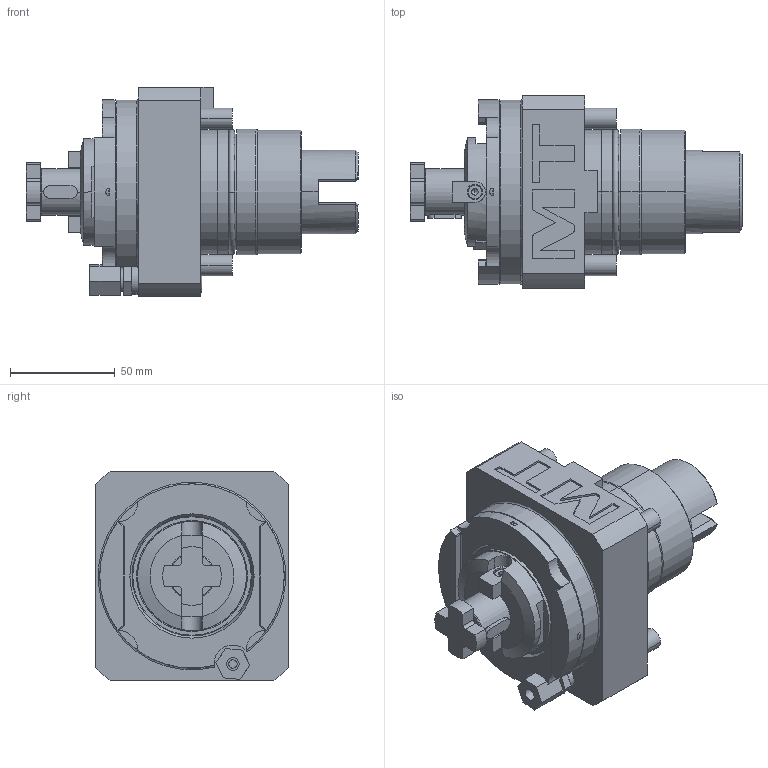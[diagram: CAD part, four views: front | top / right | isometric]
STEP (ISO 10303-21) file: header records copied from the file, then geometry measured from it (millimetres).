
FILE_DESCRIPTION((''),'2;1');
FILE_NAME('TKW0120522_CONF','2023-08-04T14:01:10',('alessandro'),('M.T. srl'),'CREO PARAMETRIC BY PTC INC, 2021072','CREO PARAMETRIC BY PTC INC, 2021072','');
FILE_SCHEMA(('CONFIG_CONTROL_DESIGN'));
Length unit declared in the file: millimetre
Products named in the file (1): TKW0120522_CONF
Bounding box: 158.5 x 92 x 100 mm (x, y, z)
Volume: 574093.1 mm3; surface area: 67263.6 mm2
Topology: 1 solids, 1 shells, 333 faces, 814 edges, 520 vertices
Faces by surface type: plane 172, cylinder 116, torus 21, cone 20, extrusion 4
Entity records: 10205 total; most frequent: CARTESIAN_POINT 2147, DIRECTION 1727, ORIENTED_EDGE 1612, EDGE_CURVE 806, AXIS2_PLACEMENT_3D 628, VERTEX_POINT 520, VECTOR 471, LINE 467
